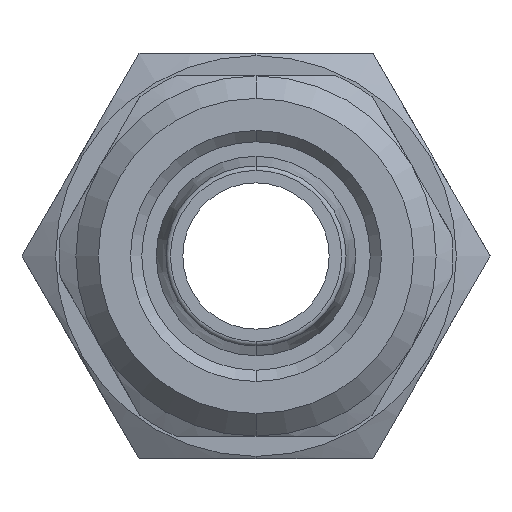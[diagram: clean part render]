
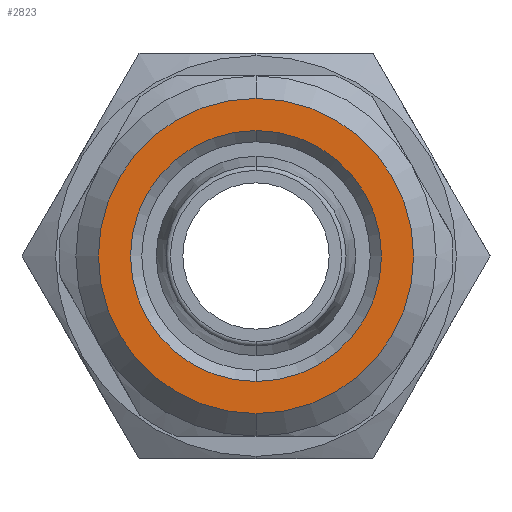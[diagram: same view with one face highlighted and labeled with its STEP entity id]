
A CAD part, front view. The second image highlights one B-rep face of the part: STEP entity #2823.
In plain terms, the highlighted planar face has unit normal (0, -1, 0).
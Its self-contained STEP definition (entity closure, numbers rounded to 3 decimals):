
#493 = AXIS2_PLACEMENT_3D ( 'NONE', #3522, #3523, #3524 ) ;
#612 = CIRCLE ( 'NONE', #623, 7. ) ;
#620 = CIRCLE ( 'NONE', #627, 5.575 ) ;
#623 = AXIS2_PLACEMENT_3D ( 'NONE', #3443, #3444, #3445 ) ;
#627 = AXIS2_PLACEMENT_3D ( 'NONE', #3449, #3450, #3451 ) ;
#1233 = EDGE_LOOP ( 'NONE', ( #2903, #2904 ) ) ;
#1269 = EDGE_LOOP ( 'NONE', ( #2906, #2905 ) ) ;
#1656 = EDGE_CURVE ( 'NONE', #2966, #2964, #1742, .T. ) ;
#1659 = EDGE_CURVE ( 'NONE', #2952, #2969, #1747, .T. ) ;
#1742 = CIRCLE ( 'NONE', #1745, 5.575 ) ;
#1745 = AXIS2_PLACEMENT_3D ( 'NONE', #1973, #1974, #1975 ) ;
#1747 = CIRCLE ( 'NONE', #1749, 7. ) ;
#1749 = AXIS2_PLACEMENT_3D ( 'NONE', #1980, #1981, #1982 ) ;
#1973 = CARTESIAN_POINT ( 'NONE',  ( 0., 2.712, 0. ) ) ;
#1974 = DIRECTION ( 'NONE',  ( 0., 1., 0. ) ) ;
#1975 = DIRECTION ( 'NONE',  ( 0., 0., 1. ) ) ;
#1980 = CARTESIAN_POINT ( 'NONE',  ( 0., 2.712, 0. ) ) ;
#1981 = DIRECTION ( 'NONE',  ( 0., 1., 0. ) ) ;
#1982 = DIRECTION ( 'NONE',  ( 0., 0., 1. ) ) ;
#2802 = EDGE_CURVE ( 'NONE', #2969, #2952, #612, .T. ) ;
#2804 = EDGE_CURVE ( 'NONE', #2964, #2966, #620, .T. ) ;
#2823 = ADVANCED_FACE ( 'NONE', ( #3339, #3340 ), #3521, .T. ) ;
#2903 = ORIENTED_EDGE ( 'NONE', *, *, #1656, .T. ) ;
#2904 = ORIENTED_EDGE ( 'NONE', *, *, #2804, .T. ) ;
#2905 = ORIENTED_EDGE ( 'NONE', *, *, #2802, .F. ) ;
#2906 = ORIENTED_EDGE ( 'NONE', *, *, #1659, .F. ) ;
#2952 = VERTEX_POINT ( 'NONE', #3660 ) ;
#2964 = VERTEX_POINT ( 'NONE', #3672 ) ;
#2966 = VERTEX_POINT ( 'NONE', #3674 ) ;
#2969 = VERTEX_POINT ( 'NONE', #3677 ) ;
#3339 = FACE_BOUND ( 'NONE', #1233, .T. ) ;
#3340 = FACE_OUTER_BOUND ( 'NONE', #1269, .T. ) ;
#3443 = CARTESIAN_POINT ( 'NONE',  ( 0., 2.712, 0. ) ) ;
#3444 = DIRECTION ( 'NONE',  ( 0., 1., 0. ) ) ;
#3445 = DIRECTION ( 'NONE',  ( 0., 0., 1. ) ) ;
#3449 = CARTESIAN_POINT ( 'NONE',  ( 0., 2.712, 0. ) ) ;
#3450 = DIRECTION ( 'NONE',  ( 0., 1., 0. ) ) ;
#3451 = DIRECTION ( 'NONE',  ( 0., 0., 1. ) ) ;
#3521 = PLANE ( 'NONE',  #493 ) ;
#3522 = CARTESIAN_POINT ( 'NONE',  ( 7., 2.712, 0. ) ) ;
#3523 = DIRECTION ( 'NONE',  ( 0., -1., 0. ) ) ;
#3524 = DIRECTION ( 'NONE',  ( 0., 0., -1. ) ) ;
#3660 = CARTESIAN_POINT ( 'NONE',  ( 0., 2.712, 7. ) ) ;
#3672 = CARTESIAN_POINT ( 'NONE',  ( 0., 2.712, 5.575 ) ) ;
#3674 = CARTESIAN_POINT ( 'NONE',  ( 0., 2.712, -5.575 ) ) ;
#3677 = CARTESIAN_POINT ( 'NONE',  ( 0., 2.712, -7. ) ) ;
